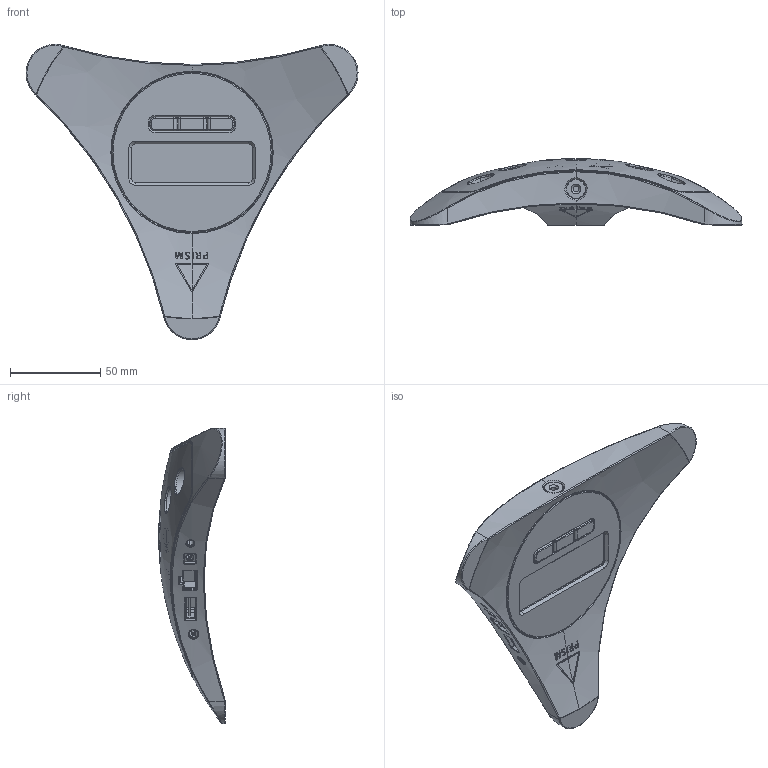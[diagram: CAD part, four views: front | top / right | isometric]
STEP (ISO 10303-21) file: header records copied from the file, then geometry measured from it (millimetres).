
FILE_DESCRIPTION (( 'STEP AP214' ), '1' );
FILE_NAME ('Light-Device_Main-Unit_Rev00.STEP', '2021-01-21T12:23:32', ( '' ), ( '' ), 'SwSTEP 2.0', 'SolidWorks 2014', '' );
FILE_SCHEMA (( 'AUTOMOTIVE_DESIGN' ));
Length unit declared in the file: millimetre
Products named in the file (1): Light-Device_Main-Unit_Rev00
Bounding box: 184.28 x 37 x 163.88 mm (x, y, z)
Surface area: 95542.6 mm2 (no closed solid volume)
Topology: 0 solids, 42 shells, 1682 faces, 4191 edges, 2732 vertices
Faces by surface type: plane 723, cylinder 501, bspline 202, sphere 159, torus 60, cone 37
Entity records: 91182 total; most frequent: CARTESIAN_POINT 44516, ORIENTED_EDGE 8312, DIRECTION 7668, EDGE_CURVE 4183, AXIS2_PLACEMENT_3D 3117, VERTEX_POINT 2732, EDGE_LOOP 1885, FACE_OUTER_BOUND 1682
